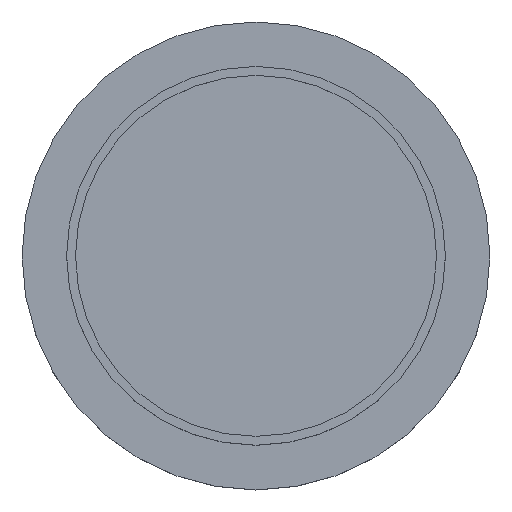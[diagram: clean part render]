
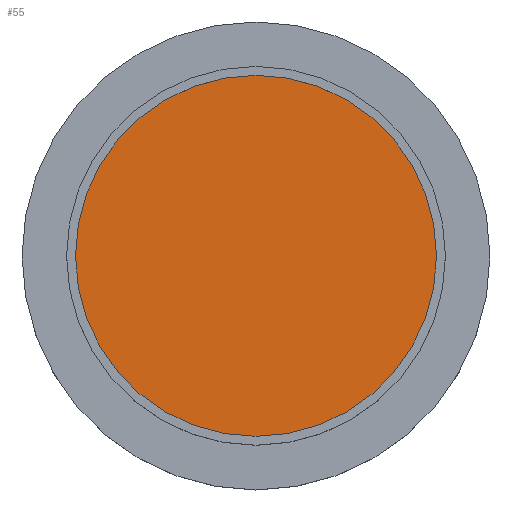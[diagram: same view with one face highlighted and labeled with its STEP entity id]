
A CAD part, top view. The second image highlights one B-rep face of the part: STEP entity #55.
In plain terms, the highlighted planar face has unit normal (0, 0, 1).
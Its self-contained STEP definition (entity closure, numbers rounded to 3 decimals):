
#55=ADVANCED_FACE('',(#77),#78,.T.);
#77=FACE_OUTER_BOUND('',#99,.T.);
#78=PLANE('',#100);
#99=EDGE_LOOP('',(#162,#163));
#100=AXIS2_PLACEMENT_3D('',#164,#165,#166);
#162=ORIENTED_EDGE('',*,*,#184,.T.);
#163=ORIENTED_EDGE('',*,*,#182,.T.);
#164=CARTESIAN_POINT('',(0.0,0.0,2.5));
#165=DIRECTION('',(0.0,0.0,1.0));
#166=DIRECTION('',(1.0,-0.0,0.0));
#182=EDGE_CURVE('',#211,#209,#212,.T.);
#184=EDGE_CURVE('',#209,#211,#214,.T.);
#209=VERTEX_POINT('',#243);
#211=VERTEX_POINT('',#246);
#212=CIRCLE('',#247,8.1);
#214=CIRCLE('',#250,8.1);
#243=CARTESIAN_POINT('',(-8.1,0.0,2.5));
#246=CARTESIAN_POINT('',(8.1,0.0,2.5));
#247=AXIS2_PLACEMENT_3D('',#286,#287,#288);
#250=AXIS2_PLACEMENT_3D('',#290,#291,#292);
#286=CARTESIAN_POINT('',(0.0,0.0,2.5));
#287=DIRECTION('',(0.0,0.0,1.0));
#288=DIRECTION('',(1.0,0.0,0.0));
#290=CARTESIAN_POINT('',(0.0,0.0,2.5));
#291=DIRECTION('',(0.0,0.0,1.0));
#292=DIRECTION('',(-1.0,0.0,0.0));
